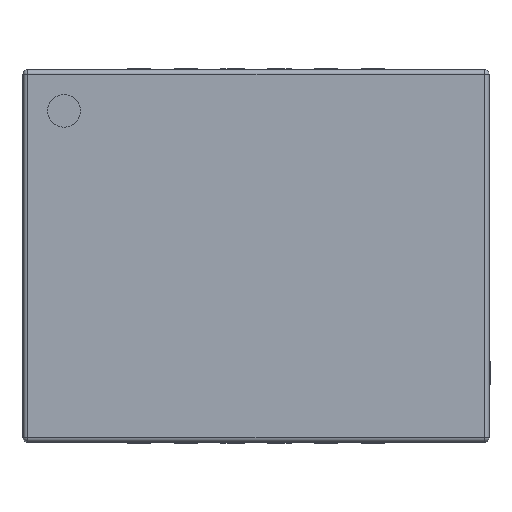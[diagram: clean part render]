
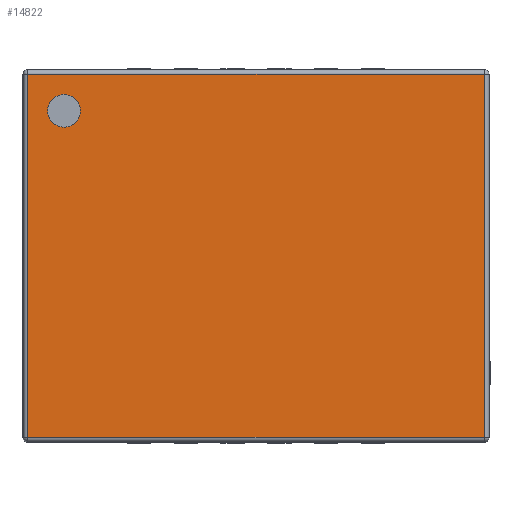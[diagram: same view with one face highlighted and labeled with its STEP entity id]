
A CAD part, top view. The second image highlights one B-rep face of the part: STEP entity #14822.
In plain terms, the highlighted planar face has unit normal (0, 0, 1).
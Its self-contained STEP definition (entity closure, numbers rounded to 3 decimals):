
#3558 = CYLINDRICAL_SURFACE('',#3559,0.05);
#3559 = AXIS2_PLACEMENT_3D('',#3560,#3561,#3562);
#3560 = CARTESIAN_POINT('',(1.94,2.44,0.83));
#3561 = DIRECTION('',(-0.,-1.,-0.));
#3562 = DIRECTION('',(0.,0.,1.));
#12600 = VERTEX_POINT('',#12601);
#12601 = CARTESIAN_POINT('',(1.94,2.44,0.88));
#12623 = VERTEX_POINT('',#12624);
#12624 = CARTESIAN_POINT('',(1.94,-2.44,0.88));
#12649 = EDGE_CURVE('',#12600,#12623,#12650,.T.);
#12650 = SURFACE_CURVE('',#12651,(#12655,#12662),.PCURVE_S1.);
#12651 = LINE('',#12652,#12653);
#12652 = CARTESIAN_POINT('',(1.94,2.44,0.88));
#12653 = VECTOR('',#12654,1.);
#12654 = DIRECTION('',(-0.,-1.,-0.));
#12655 = PCURVE('',#3558,#12656);
#12656 = DEFINITIONAL_REPRESENTATION('',(#12657),#12661);
#12657 = LINE('',#12658,#12659);
#12658 = CARTESIAN_POINT('',(-0.,0.));
#12659 = VECTOR('',#12660,1.);
#12660 = DIRECTION('',(-0.,1.));
#12661 = ( GEOMETRIC_REPRESENTATION_CONTEXT(2) 
PARAMETRIC_REPRESENTATION_CONTEXT() REPRESENTATION_CONTEXT('2D SPACE',''
  ) );
#12662 = PCURVE('',#12663,#12668);
#12663 = PLANE('',#12664);
#12664 = AXIS2_PLACEMENT_3D('',#12665,#12666,#12667);
#12665 = CARTESIAN_POINT('',(-1.99,-2.49,0.88));
#12666 = DIRECTION('',(0.,0.,1.));
#12667 = DIRECTION('',(1.,0.,0.));
#12668 = DEFINITIONAL_REPRESENTATION('',(#12669),#12673);
#12669 = LINE('',#12670,#12671);
#12670 = CARTESIAN_POINT('',(3.93,4.93));
#12671 = VECTOR('',#12672,1.);
#12672 = DIRECTION('',(-0.,-1.));
#12673 = ( GEOMETRIC_REPRESENTATION_CONTEXT(2) 
PARAMETRIC_REPRESENTATION_CONTEXT() REPRESENTATION_CONTEXT('2D SPACE',''
  ) );
#12898 = CYLINDRICAL_SURFACE('',#12899,0.05);
#12899 = AXIS2_PLACEMENT_3D('',#12900,#12901,#12902);
#12900 = CARTESIAN_POINT('',(-1.94,2.44,0.83));
#12901 = DIRECTION('',(-0.,-1.,-0.));
#12902 = DIRECTION('',(-1.,0.,0.));
#13140 = CYLINDRICAL_SURFACE('',#13141,0.05);
#13141 = AXIS2_PLACEMENT_3D('',#13142,#13143,#13144);
#13142 = CARTESIAN_POINT('',(-1.99,-2.44,0.83));
#13143 = DIRECTION('',(1.,0.,0.));
#13144 = DIRECTION('',(0.,-1.,0.));
#14095 = CYLINDRICAL_SURFACE('',#14096,0.05);
#14096 = AXIS2_PLACEMENT_3D('',#14097,#14098,#14099);
#14097 = CARTESIAN_POINT('',(-1.99,2.44,0.83));
#14098 = DIRECTION('',(1.,0.,0.));
#14099 = DIRECTION('',(0.,1.,0.));
#14822 = ADVANCED_FACE('',(#14823,#14893),#12663,.T.);
#14823 = FACE_BOUND('',#14824,.T.);
#14824 = EDGE_LOOP('',(#14825,#14848,#14849,#14872));
#14825 = ORIENTED_EDGE('',*,*,#14826,.T.);
#14826 = EDGE_CURVE('',#14827,#12623,#14829,.T.);
#14827 = VERTEX_POINT('',#14828);
#14828 = CARTESIAN_POINT('',(-1.94,-2.44,0.88));
#14829 = SURFACE_CURVE('',#14830,(#14834,#14841),.PCURVE_S1.);
#14830 = LINE('',#14831,#14832);
#14831 = CARTESIAN_POINT('',(-1.99,-2.44,0.88));
#14832 = VECTOR('',#14833,1.);
#14833 = DIRECTION('',(1.,0.,0.));
#14834 = PCURVE('',#12663,#14835);
#14835 = DEFINITIONAL_REPRESENTATION('',(#14836),#14840);
#14836 = LINE('',#14837,#14838);
#14837 = CARTESIAN_POINT('',(0.,0.05));
#14838 = VECTOR('',#14839,1.);
#14839 = DIRECTION('',(1.,0.));
#14840 = ( GEOMETRIC_REPRESENTATION_CONTEXT(2) 
PARAMETRIC_REPRESENTATION_CONTEXT() REPRESENTATION_CONTEXT('2D SPACE',''
  ) );
#14841 = PCURVE('',#13140,#14842);
#14842 = DEFINITIONAL_REPRESENTATION('',(#14843),#14847);
#14843 = LINE('',#14844,#14845);
#14844 = CARTESIAN_POINT('',(-1.571,0.));
#14845 = VECTOR('',#14846,1.);
#14846 = DIRECTION('',(-0.,1.));
#14847 = ( GEOMETRIC_REPRESENTATION_CONTEXT(2) 
PARAMETRIC_REPRESENTATION_CONTEXT() REPRESENTATION_CONTEXT('2D SPACE',''
  ) );
#14848 = ORIENTED_EDGE('',*,*,#12649,.F.);
#14849 = ORIENTED_EDGE('',*,*,#14850,.F.);
#14850 = EDGE_CURVE('',#14851,#12600,#14853,.T.);
#14851 = VERTEX_POINT('',#14852);
#14852 = CARTESIAN_POINT('',(-1.94,2.44,0.88));
#14853 = SURFACE_CURVE('',#14854,(#14858,#14865),.PCURVE_S1.);
#14854 = LINE('',#14855,#14856);
#14855 = CARTESIAN_POINT('',(-1.99,2.44,0.88));
#14856 = VECTOR('',#14857,1.);
#14857 = DIRECTION('',(1.,0.,0.));
#14858 = PCURVE('',#12663,#14859);
#14859 = DEFINITIONAL_REPRESENTATION('',(#14860),#14864);
#14860 = LINE('',#14861,#14862);
#14861 = CARTESIAN_POINT('',(0.,4.93));
#14862 = VECTOR('',#14863,1.);
#14863 = DIRECTION('',(1.,0.));
#14864 = ( GEOMETRIC_REPRESENTATION_CONTEXT(2) 
PARAMETRIC_REPRESENTATION_CONTEXT() REPRESENTATION_CONTEXT('2D SPACE',''
  ) );
#14865 = PCURVE('',#14095,#14866);
#14866 = DEFINITIONAL_REPRESENTATION('',(#14867),#14871);
#14867 = LINE('',#14868,#14869);
#14868 = CARTESIAN_POINT('',(1.571,0.));
#14869 = VECTOR('',#14870,1.);
#14870 = DIRECTION('',(0.,1.));
#14871 = ( GEOMETRIC_REPRESENTATION_CONTEXT(2) 
PARAMETRIC_REPRESENTATION_CONTEXT() REPRESENTATION_CONTEXT('2D SPACE',''
  ) );
#14872 = ORIENTED_EDGE('',*,*,#14873,.T.);
#14873 = EDGE_CURVE('',#14851,#14827,#14874,.T.);
#14874 = SURFACE_CURVE('',#14875,(#14879,#14886),.PCURVE_S1.);
#14875 = LINE('',#14876,#14877);
#14876 = CARTESIAN_POINT('',(-1.94,2.44,0.88));
#14877 = VECTOR('',#14878,1.);
#14878 = DIRECTION('',(-0.,-1.,-0.));
#14879 = PCURVE('',#12663,#14880);
#14880 = DEFINITIONAL_REPRESENTATION('',(#14881),#14885);
#14881 = LINE('',#14882,#14883);
#14882 = CARTESIAN_POINT('',(0.05,4.93));
#14883 = VECTOR('',#14884,1.);
#14884 = DIRECTION('',(-0.,-1.));
#14885 = ( GEOMETRIC_REPRESENTATION_CONTEXT(2) 
PARAMETRIC_REPRESENTATION_CONTEXT() REPRESENTATION_CONTEXT('2D SPACE',''
  ) );
#14886 = PCURVE('',#12898,#14887);
#14887 = DEFINITIONAL_REPRESENTATION('',(#14888),#14892);
#14888 = LINE('',#14889,#14890);
#14889 = CARTESIAN_POINT('',(-1.571,0.));
#14890 = VECTOR('',#14891,1.);
#14891 = DIRECTION('',(-0.,1.));
#14892 = ( GEOMETRIC_REPRESENTATION_CONTEXT(2) 
PARAMETRIC_REPRESENTATION_CONTEXT() REPRESENTATION_CONTEXT('2D SPACE',''
  ) );
#14893 = FACE_BOUND('',#14894,.T.);
#14894 = EDGE_LOOP('',(#14895));
#14895 = ORIENTED_EDGE('',*,*,#14896,.F.);
#14896 = EDGE_CURVE('',#14897,#14897,#14899,.T.);
#14897 = VERTEX_POINT('',#14898);
#14898 = CARTESIAN_POINT('',(-1.375,-2.05,0.88));
#14899 = SURFACE_CURVE('',#14900,(#14905,#14912),.PCURVE_S1.);
#14900 = CIRCLE('',#14901,0.175);
#14901 = AXIS2_PLACEMENT_3D('',#14902,#14903,#14904);
#14902 = CARTESIAN_POINT('',(-1.55,-2.05,0.88));
#14903 = DIRECTION('',(0.,0.,1.));
#14904 = DIRECTION('',(1.,0.,0.));
#14905 = PCURVE('',#12663,#14906);
#14906 = DEFINITIONAL_REPRESENTATION('',(#14907),#14911);
#14907 = CIRCLE('',#14908,0.175);
#14908 = AXIS2_PLACEMENT_2D('',#14909,#14910);
#14909 = CARTESIAN_POINT('',(0.44,0.44));
#14910 = DIRECTION('',(1.,0.));
#14911 = ( GEOMETRIC_REPRESENTATION_CONTEXT(2) 
PARAMETRIC_REPRESENTATION_CONTEXT() REPRESENTATION_CONTEXT('2D SPACE',''
  ) );
#14912 = PCURVE('',#14913,#14918);
#14913 = CYLINDRICAL_SURFACE('',#14914,0.175);
#14914 = AXIS2_PLACEMENT_3D('',#14915,#14916,#14917);
#14915 = CARTESIAN_POINT('',(-1.55,-2.05,0.88));
#14916 = DIRECTION('',(-0.,-0.,-1.));
#14917 = DIRECTION('',(1.,0.,0.));
#14918 = DEFINITIONAL_REPRESENTATION('',(#14919),#14923);
#14919 = LINE('',#14920,#14921);
#14920 = CARTESIAN_POINT('',(-0.,0.));
#14921 = VECTOR('',#14922,1.);
#14922 = DIRECTION('',(-1.,0.));
#14923 = ( GEOMETRIC_REPRESENTATION_CONTEXT(2) 
PARAMETRIC_REPRESENTATION_CONTEXT() REPRESENTATION_CONTEXT('2D SPACE',''
  ) );
